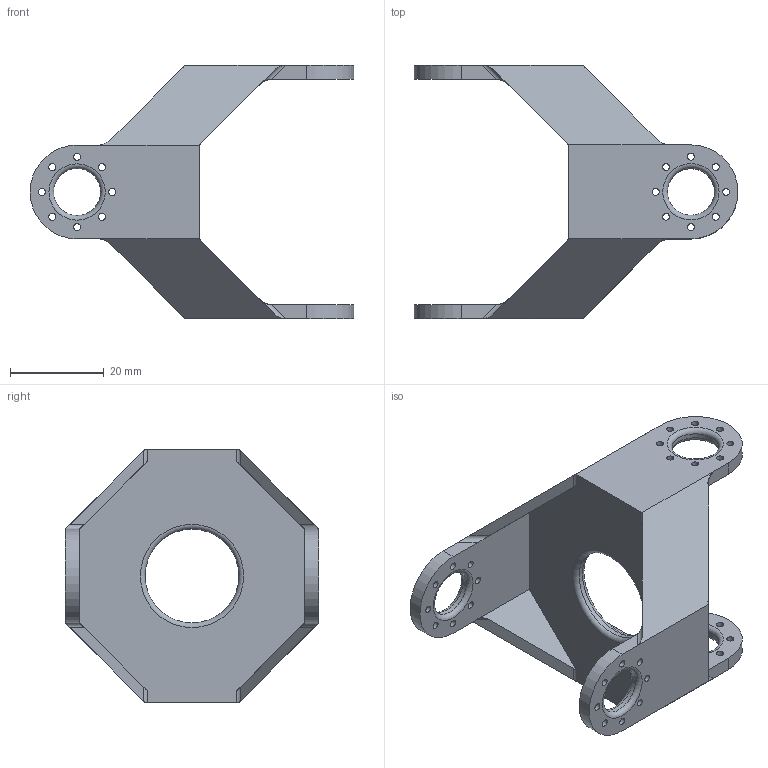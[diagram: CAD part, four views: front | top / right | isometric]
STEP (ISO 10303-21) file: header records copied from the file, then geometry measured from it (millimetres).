
FILE_DESCRIPTION(/* description */ (''),/* implementation_level */ '2;1');
FILE_NAME(/* name */ 'Coaxa 3.stp',/* time_stamp */ '2016-06-07T18:04:25-04:00',/* author */ ('Jacob'),/* organization */ (''),/* preprocessor_version */ 'ST-DEVELOPER v16.1',/* originating_system */ 'Autodesk Inventor 2016',/* authorisation */ '');
FILE_SCHEMA (('AUTOMOTIVE_DESIGN { 1 0 10303 214 3 1 1 }'));
Length unit declared in the file: millimetre
Products named in the file (1): Coaxa 3
Bounding box: 69 x 54 x 54 mm (x, y, z)
Volume: 15180.2 mm3; surface area: 12838.3 mm2
Topology: 1 solids, 1 shells, 105 faces, 283 edges, 180 vertices
Faces by surface type: cylinder 57, plane 38, torus 10
Full cylindrical faces by diameter (mm): 1.5 x32, 10 x4, 20 x1
Entity records: 3258 total; most frequent: DIRECTION 580, CARTESIAN_POINT 522, ORIENTED_EDGE 472, AXIS2_PLACEMENT_3D 238, EDGE_CURVE 236, EDGE_LOOP 226, VERTEX_POINT 180, FACE_BOUND 121
